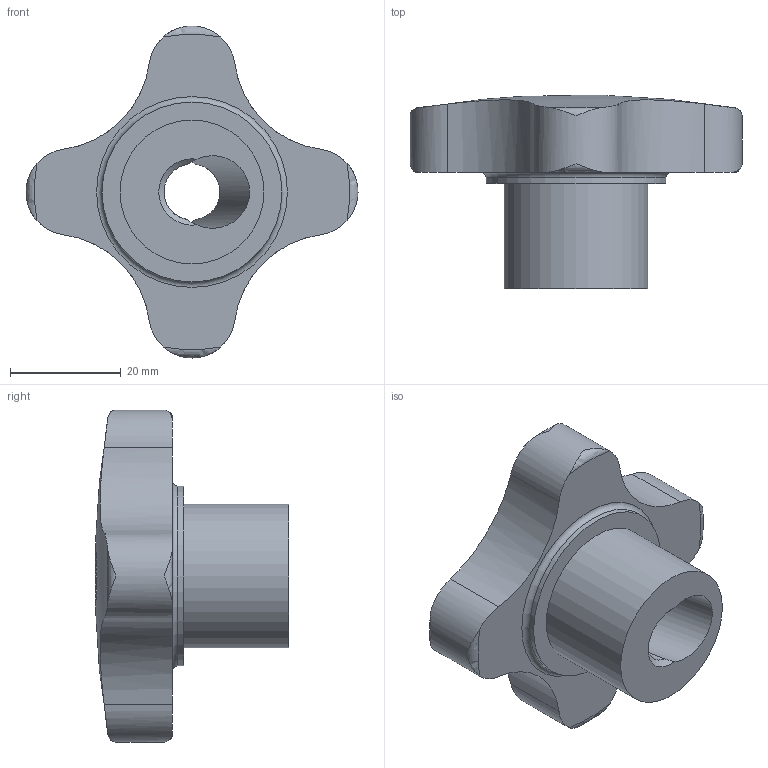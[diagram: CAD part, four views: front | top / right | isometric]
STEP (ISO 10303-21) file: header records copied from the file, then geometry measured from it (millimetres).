
FILE_DESCRIPTION( ( 'STEP AP214' ), '1' );
FILE_NAME( 'K0683.12.stp', '2020-12-09T11:32:02', ( '' ), ( '' ), ' ', 'PARTsolutions', ' ' );
FILE_SCHEMA( ( 'AUTOMOTIVE_DESIGN { 1 0 10303 214 1 1 1 1 }' ) );
Length unit declared in the file: millimetre
Products named in the file (1): _K0683.12
Bounding box: 60 x 34.93 x 60 mm (x, y, z)
Volume: 30021.4 mm3; surface area: 8681.6 mm2
Topology: 1 solids, 1 shells, 27 faces, 77 edges, 53 vertices
Faces by surface type: cylinder 13, torus 9, plane 3, cone 1, sphere 1
Full cylindrical faces by diameter (mm): 13.1 x1, 26 x1, 32.5 x1
Entity records: 1552 total; most frequent: CARTESIAN_POINT 674, ORIENTED_EDGE 140, DIRECTION 122, EDGE_CURVE 70, AXIS2_PLACEMENT_3D 57, VERTEX_POINT 51, EDGE_LOOP 35, B_SPLINE_CURVE_WITH_KNOTS 33
